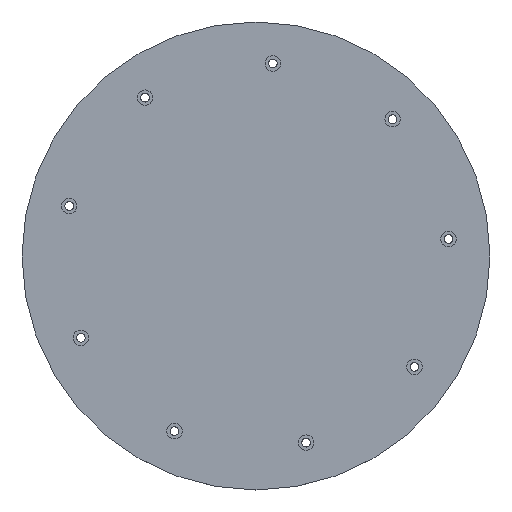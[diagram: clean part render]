
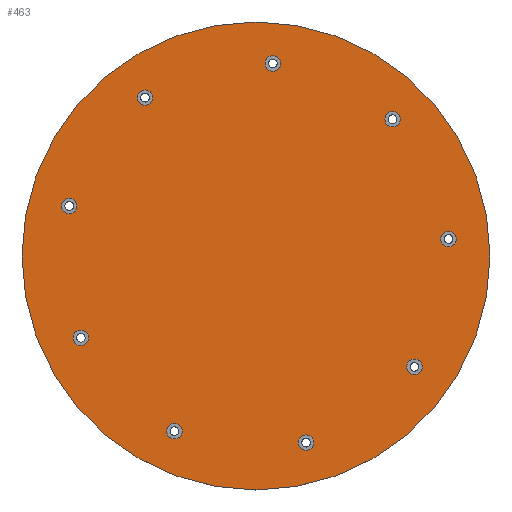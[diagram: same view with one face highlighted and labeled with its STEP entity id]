
A CAD part, top view. The second image highlights one B-rep face of the part: STEP entity #463.
In plain terms, the highlighted planar face has unit normal (0, 0, 1).
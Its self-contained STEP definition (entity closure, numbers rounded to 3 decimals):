
#81=FACE_BOUND('',#158,.T.);
#82=FACE_BOUND('',#159,.T.);
#83=FACE_BOUND('',#160,.T.);
#84=FACE_BOUND('',#161,.T.);
#85=FACE_BOUND('',#162,.T.);
#86=FACE_BOUND('',#163,.T.);
#87=FACE_BOUND('',#164,.T.);
#88=FACE_BOUND('',#165,.T.);
#89=FACE_BOUND('',#166,.T.);
#118=FACE_OUTER_BOUND('',#157,.T.);
#157=EDGE_LOOP('',(#377));
#158=EDGE_LOOP('',(#378));
#159=EDGE_LOOP('',(#379));
#160=EDGE_LOOP('',(#380));
#161=EDGE_LOOP('',(#381));
#162=EDGE_LOOP('',(#382));
#163=EDGE_LOOP('',(#383));
#164=EDGE_LOOP('',(#384));
#165=EDGE_LOOP('',(#385));
#166=EDGE_LOOP('',(#386));
#204=CIRCLE('',#516,2.85);
#205=CIRCLE('',#518,2.85);
#206=CIRCLE('',#520,2.85);
#207=CIRCLE('',#522,2.85);
#208=CIRCLE('',#524,2.85);
#209=CIRCLE('',#526,2.85);
#210=CIRCLE('',#528,2.85);
#211=CIRCLE('',#530,2.85);
#212=CIRCLE('',#532,2.85);
#213=CIRCLE('',#534,86.25);
#242=VERTEX_POINT('',#760);
#243=VERTEX_POINT('',#764);
#244=VERTEX_POINT('',#768);
#245=VERTEX_POINT('',#772);
#246=VERTEX_POINT('',#776);
#247=VERTEX_POINT('',#780);
#248=VERTEX_POINT('',#784);
#249=VERTEX_POINT('',#788);
#250=VERTEX_POINT('',#792);
#251=VERTEX_POINT('',#796);
#280=EDGE_CURVE('',#242,#242,#204,.T.);
#282=EDGE_CURVE('',#243,#243,#205,.T.);
#284=EDGE_CURVE('',#244,#244,#206,.T.);
#286=EDGE_CURVE('',#245,#245,#207,.T.);
#288=EDGE_CURVE('',#246,#246,#208,.T.);
#290=EDGE_CURVE('',#247,#247,#209,.T.);
#292=EDGE_CURVE('',#248,#248,#210,.T.);
#294=EDGE_CURVE('',#249,#249,#211,.T.);
#296=EDGE_CURVE('',#250,#250,#212,.T.);
#298=EDGE_CURVE('',#251,#251,#213,.T.);
#377=ORIENTED_EDGE('',*,*,#298,.T.);
#378=ORIENTED_EDGE('',*,*,#280,.T.);
#379=ORIENTED_EDGE('',*,*,#282,.T.);
#380=ORIENTED_EDGE('',*,*,#284,.T.);
#381=ORIENTED_EDGE('',*,*,#286,.T.);
#382=ORIENTED_EDGE('',*,*,#288,.T.);
#383=ORIENTED_EDGE('',*,*,#290,.T.);
#384=ORIENTED_EDGE('',*,*,#292,.T.);
#385=ORIENTED_EDGE('',*,*,#294,.T.);
#386=ORIENTED_EDGE('',*,*,#296,.T.);
#442=PLANE('',#536);
#463=ADVANCED_FACE('',(#118,#81,#82,#83,#84,#85,#86,#87,#88,#89),#442,.F.);
#516=AXIS2_PLACEMENT_3D('',#761,#614,#615);
#518=AXIS2_PLACEMENT_3D('',#765,#619,#620);
#520=AXIS2_PLACEMENT_3D('',#769,#624,#625);
#522=AXIS2_PLACEMENT_3D('',#773,#629,#630);
#524=AXIS2_PLACEMENT_3D('',#777,#634,#635);
#526=AXIS2_PLACEMENT_3D('',#781,#639,#640);
#528=AXIS2_PLACEMENT_3D('',#785,#644,#645);
#530=AXIS2_PLACEMENT_3D('',#789,#649,#650);
#532=AXIS2_PLACEMENT_3D('',#793,#654,#655);
#534=AXIS2_PLACEMENT_3D('',#797,#659,#660);
#536=AXIS2_PLACEMENT_3D('',#801,#664,#665);
#614=DIRECTION('center_axis',(0.,0.,
-1.));
#615=DIRECTION('ref_axis',(-1.,0.,0.));
#619=DIRECTION('center_axis',(0.,0.,
-1.));
#620=DIRECTION('ref_axis',(-1.,0.,0.));
#624=DIRECTION('center_axis',(0.,0.,
-1.));
#625=DIRECTION('ref_axis',(-1.,0.,0.));
#629=DIRECTION('center_axis',(0.,0.,
-1.));
#630=DIRECTION('ref_axis',(-1.,0.,0.));
#634=DIRECTION('center_axis',(0.,0.,
-1.));
#635=DIRECTION('ref_axis',(-1.,0.,0.));
#639=DIRECTION('center_axis',(0.,0.,
-1.));
#640=DIRECTION('ref_axis',(-1.,0.,0.));
#644=DIRECTION('center_axis',(0.,0.,
-1.));
#645=DIRECTION('ref_axis',(-1.,0.,0.));
#649=DIRECTION('center_axis',(0.,0.,
-1.));
#650=DIRECTION('ref_axis',(-1.,0.,0.));
#654=DIRECTION('center_axis',(0.,0.,
-1.));
#655=DIRECTION('ref_axis',(-1.,0.,0.));
#659=DIRECTION('center_axis',(0.,0.,
1.));
#660=DIRECTION('ref_axis',(-1.,0.,0.));
#664=DIRECTION('center_axis',(0.,0.,
-1.));
#665=DIRECTION('ref_axis',(-1.,0.,0.));
#760=CARTESIAN_POINT('',(-38.043,58.346,78.205));
#761=CARTESIAN_POINT('Origin',(-40.893,58.346,78.205));
#764=CARTESIAN_POINT('',(21.322,-68.814,78.205));
#765=CARTESIAN_POINT('Origin',(18.472,-68.814,78.205));
#768=CARTESIAN_POINT('',(9.028,70.982,78.205));
#769=CARTESIAN_POINT('Origin',(6.178,70.982,78.205));
#772=CARTESIAN_POINT('',(61.233,-40.841,78.205));
#773=CARTESIAN_POINT('Origin',(58.383,-40.841,78.205));
#776=CARTESIAN_POINT('',(-27.233,-64.588,78.205));
#777=CARTESIAN_POINT('Origin',(-30.083,-64.588,78.205));
#780=CARTESIAN_POINT('',(53.209,50.404,78.205));
#781=CARTESIAN_POINT('Origin',(50.359,50.404,78.205));
#784=CARTESIAN_POINT('',(-65.98,18.41,78.205));
#785=CARTESIAN_POINT('Origin',(-68.83,18.41,78.205));
#788=CARTESIAN_POINT('',(73.826,6.242,78.205));
#789=CARTESIAN_POINT('Origin',(70.976,6.242,78.205));
#792=CARTESIAN_POINT('',(-61.711,-30.14,78.205));
#793=CARTESIAN_POINT('Origin',(-64.561,-30.14,78.205));
#796=CARTESIAN_POINT('',(86.25,0.,78.205));
#797=CARTESIAN_POINT('Origin',(0.,0.,
78.205));
#801=CARTESIAN_POINT('Origin',(0.,0.,
78.205));
